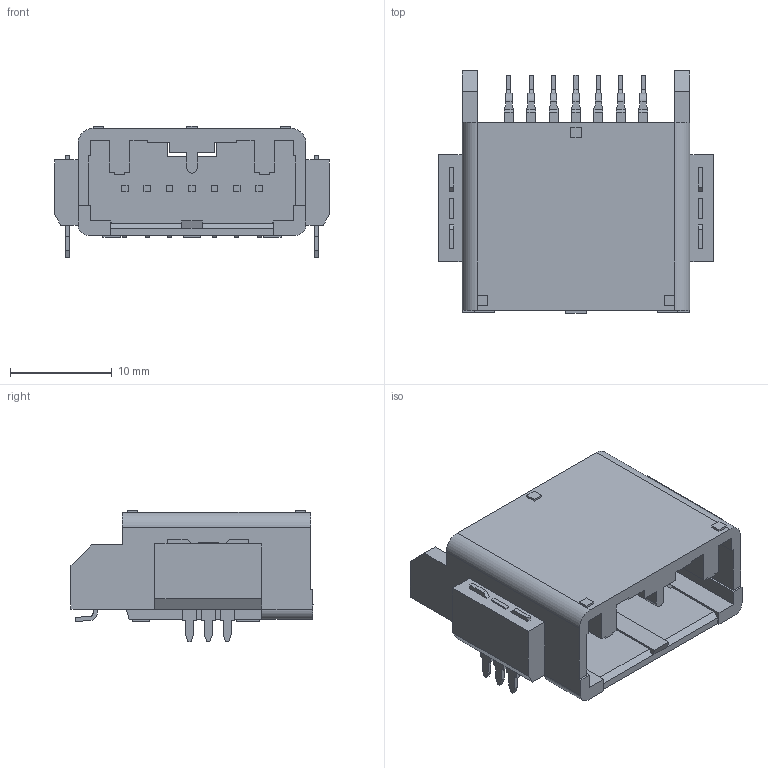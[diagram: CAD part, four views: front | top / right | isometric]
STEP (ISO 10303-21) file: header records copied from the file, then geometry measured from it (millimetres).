
FILE_DESCRIPTION(('FreeCAD Model'),'2;1');
FILE_NAME('JAE_MX34R07HF4T.step','2021-03-22T21:27:34',( 'kicad StepUp'),('ksu MCAD'),'Open CASCADE STEP processor 7.2', 'FreeCAD','Unknown');
FILE_SCHEMA(('AUTOMOTIVE_DESIGN { 1 0 10303 214 1 1 1 1 }'));
Length unit declared in the file: millimetre
Products named in the file (1): MX34R07HF4T
Bounding box: 27 x 23.79 x 12.9 mm (x, y, z)
Volume: 2499.7 mm3; surface area: 3481.2 mm2
Topology: 1 solids, 1 shells, 424 faces, 1168 edges, 774 vertices
Faces by surface type: plane 391, cylinder 33
Entity records: 16235 total; most frequent: CARTESIAN_POINT 2367, ORIENTED_EDGE 2336, DIRECTION 2084, EDGE_CURVE 1168, LINE 1102, VECTOR 1102, VERTEX_POINT 774, AXIS2_PLACEMENT_3D 491
